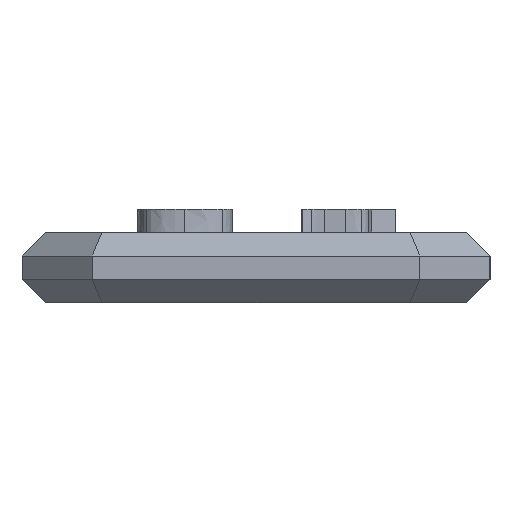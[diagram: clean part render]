
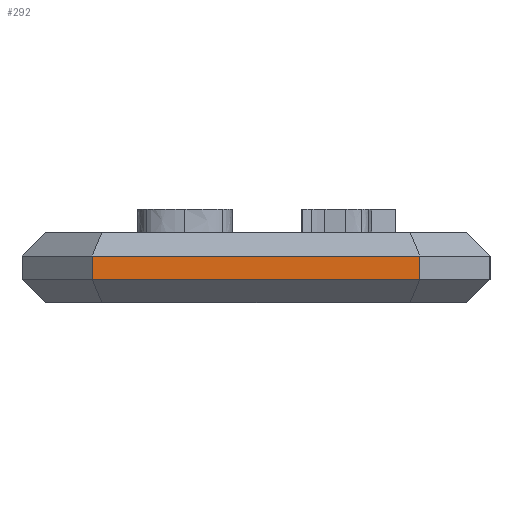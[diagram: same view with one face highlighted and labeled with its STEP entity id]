
A CAD part, left-side view. The second image highlights one B-rep face of the part: STEP entity #292.
In plain terms, the highlighted planar face has unit normal (-1, 0, 0).
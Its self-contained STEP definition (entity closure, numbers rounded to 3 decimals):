
#292=ADVANCED_FACE('',(#2034),#2036,.T.);
#2034=FACE_BOUND('',#2035,.T.);
#2035=EDGE_LOOP('',(#4504,#4505,#4506,#4507));
#2036=PLANE('',#2037);
#2037=AXIS2_PLACEMENT_3D('',#2038,#2039,#2040);
#2038=CARTESIAN_POINT('',(-30.,10.,0.));
#2039=DIRECTION('',(-1.,0.,0.));
#2040=DIRECTION('',(0.,-1.,0.));
#4504=ORIENTED_EDGE('',*,*,#5726,.T.);
#4505=ORIENTED_EDGE('',*,*,#6202,.T.);
#4506=ORIENTED_EDGE('',*,*,#5751,.F.);
#4507=ORIENTED_EDGE('',*,*,#6203,.F.);
#5726=EDGE_CURVE('',#6993,#6994,#6995,.T.);
#5751=EDGE_CURVE('',#7028,#7031,#7032,.T.);
#6202=EDGE_CURVE('',#6994,#7031,#7707,.T.);
#6203=EDGE_CURVE('',#6993,#7028,#7708,.T.);
#6993=VERTEX_POINT('',#9184);
#6994=VERTEX_POINT('',#9185);
#6995=LINE('',#9186,#9187);
#7028=VERTEX_POINT('',#9265);
#7031=VERTEX_POINT('',#9272);
#7032=LINE('',#9273,#9274);
#7707=LINE('',#10850,#10851);
#7708=LINE('',#10853,#10854);
#9184=CARTESIAN_POINT('',(-30.,7.,1.));
#9185=CARTESIAN_POINT('',(-30.,-7.,1.));
#9186=CARTESIAN_POINT('',(-30.,7.,1.));
#9187=VECTOR('',#9188,1.);
#9188=DIRECTION('',(0.,-1.,0.));
#9265=CARTESIAN_POINT('',(-30.,7.,2.));
#9272=CARTESIAN_POINT('',(-30.,-7.,2.));
#9273=CARTESIAN_POINT('',(-30.,7.,2.));
#9274=VECTOR('',#9275,1.);
#9275=DIRECTION('',(0.,-1.,0.));
#10850=CARTESIAN_POINT('',(-30.,-7.,1.));
#10851=VECTOR('',#10852,1.);
#10852=DIRECTION('',(0.,0.,1.));
#10853=CARTESIAN_POINT('',(-30.,7.,1.));
#10854=VECTOR('',#10855,1.);
#10855=DIRECTION('',(0.,0.,1.));
